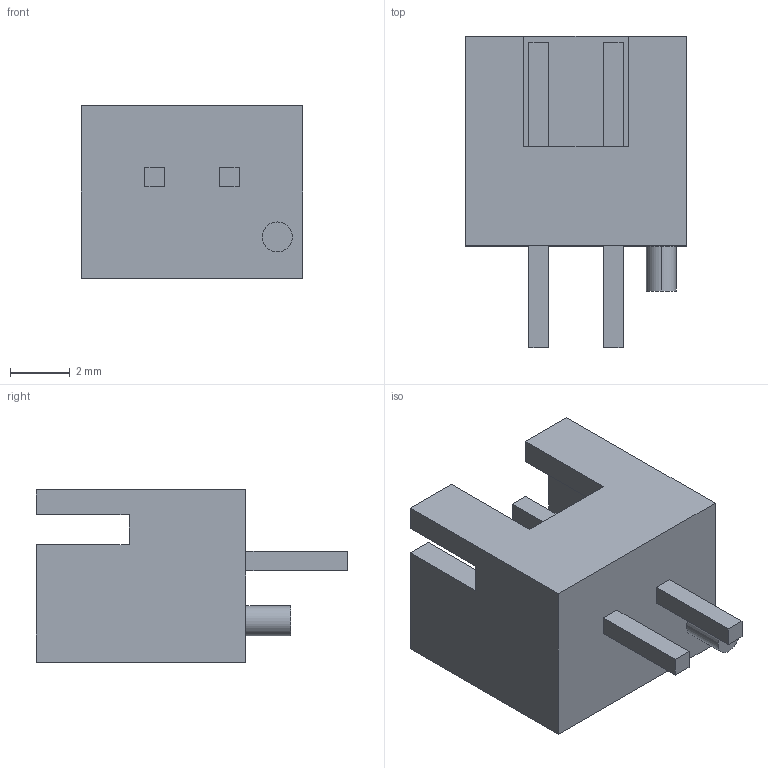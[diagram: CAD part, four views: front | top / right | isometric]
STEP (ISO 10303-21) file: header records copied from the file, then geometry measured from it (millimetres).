
FILE_DESCRIPTION (( 'STEP AP214' ), '1' );
FILE_NAME ('B2B-XH-AM.STEP', '2010-06-23T07:26:51', ( 'JSTOEC' ), ( '' ), 'SwSTEP 2.0', 'SolidWorks 2005235', '' );
FILE_SCHEMA (( 'AUTOMOTIVE_DESIGN' ));
Length unit declared in the file: millimetre
Products named in the file (1): B2B-XH-AM
Bounding box: 7.4 x 10.4 x 5.75 mm (x, y, z)
Volume: 179.7 mm3; surface area: 384.8 mm2
Topology: 1 solids, 1 shells, 43 faces, 108 edges, 72 vertices
Faces by surface type: plane 41, cylinder 2
Entity records: 1509 total; most frequent: CARTESIAN_POINT 224, ORIENTED_EDGE 216, DIRECTION 200, EDGE_CURVE 108, VECTOR 104, LINE 104, VERTEX_POINT 72, EDGE_LOOP 48
